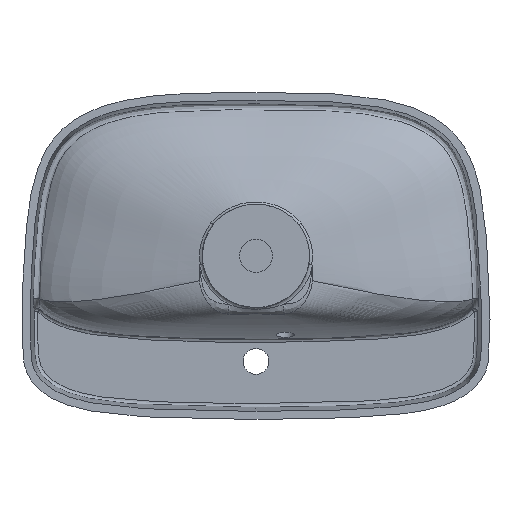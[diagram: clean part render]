
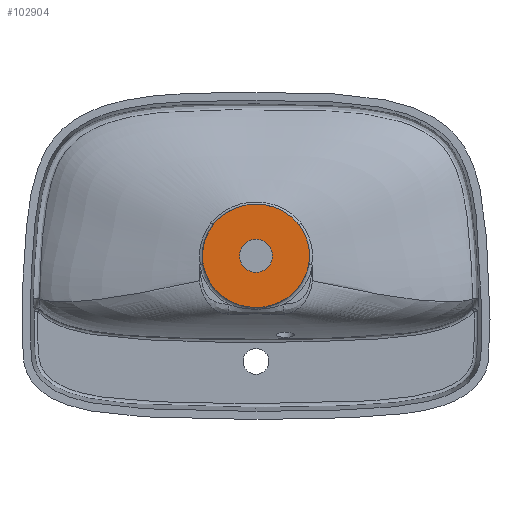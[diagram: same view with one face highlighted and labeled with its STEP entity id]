
A CAD part, front view. The second image highlights one B-rep face of the part: STEP entity #102904.
In plain terms, the highlighted planar face has unit normal (0, -1, 0).
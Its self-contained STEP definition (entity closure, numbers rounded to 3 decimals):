
#412 = ORIENTED_EDGE ( 'NONE', *, *, #94009, .F. ) ;
#8769 = DIRECTION ( 'NONE',  ( 0., 0., -1. ) ) ;
#9111 = CARTESIAN_POINT ( 'NONE',  ( -73., -150., 0. ) ) ;
#12886 = EDGE_CURVE ( 'NONE', #106202, #115737, #51004, .T. ) ;
#16118 = EDGE_LOOP ( 'NONE', ( #412, #92688 ) ) ;
#20902 = VERTEX_POINT ( 'NONE', #90744 ) ;
#24638 = CARTESIAN_POINT ( 'NONE',  ( -73., -150., 0. ) ) ;
#25104 = CARTESIAN_POINT ( 'NONE',  ( 73., -150., 0. ) ) ;
#30003 = DIRECTION ( 'NONE',  ( 0., 0., -1. ) ) ;
#35720 = AXIS2_PLACEMENT_3D ( 'NONE', #112058, #76780, #30003 ) ;
#38806 = FACE_BOUND ( 'NONE', #44951, .T. ) ;
#42874 = ORIENTED_EDGE ( 'NONE', *, *, #12886, .F. ) ;
#43627 = EDGE_CURVE ( 'NONE', #115737, #106202, #57438, .T. ) ;
#44633 = CARTESIAN_POINT ( 'NONE',  ( -73., -150., 141. ) ) ;
#44951 = EDGE_LOOP ( 'NONE', ( #75646, #42874 ) ) ;
#47968 = AXIS2_PLACEMENT_3D ( 'NONE', #74565, #84539, #76127 ) ;
#51004 = CIRCLE ( 'NONE', #47968, 22.5 ) ;
#57438 = CIRCLE ( 'NONE', #57546, 22.5 ) ;
#57546 = AXIS2_PLACEMENT_3D ( 'NONE', #109199, #109593, #8769 ) ;
#63172 = FACE_OUTER_BOUND ( 'NONE', #16118, .T. ) ;
#67205 = VERTEX_POINT ( 'NONE', #99950 ) ;
#72457 =( BOUNDED_CURVE ( )  B_SPLINE_CURVE ( 3, ( #24638, #44633, #79443, #81030 ),
 .UNSPECIFIED., .F., .F. ) 
 B_SPLINE_CURVE_WITH_KNOTS ( ( 4, 4 ),
 ( 3.142, 6.283 ),
 .UNSPECIFIED. ) 
 CURVE ( )  GEOMETRIC_REPRESENTATION_ITEM ( )  RATIONAL_B_SPLINE_CURVE ( ( 1., 0.333, 0.333, 1. ) ) 
 REPRESENTATION_ITEM ( '' )  );
#74565 = CARTESIAN_POINT ( 'NONE',  ( 0., -150., 0. ) ) ;
#75646 = ORIENTED_EDGE ( 'NONE', *, *, #43627, .F. ) ;
#76127 = DIRECTION ( 'NONE',  ( 0., 0., -1. ) ) ;
#76780 = DIRECTION ( 'NONE',  ( 0., -1., 0. ) ) ;
#79443 = CARTESIAN_POINT ( 'NONE',  ( 73., -150., 141. ) ) ;
#81030 = CARTESIAN_POINT ( 'NONE',  ( 73., -150., 0. ) ) ;
#84223 = EDGE_CURVE ( 'NONE', #67205, #20902, #72457, .T. ) ;
#84539 = DIRECTION ( 'NONE',  ( 0., -1., 0. ) ) ;
#84812 = PLANE ( 'NONE',  #35720 ) ;
#90744 = CARTESIAN_POINT ( 'NONE',  ( 73., -150., 0. ) ) ;
#92688 = ORIENTED_EDGE ( 'NONE', *, *, #84223, .F. ) ;
#94009 = EDGE_CURVE ( 'NONE', #20902, #67205, #104690, .T. ) ;
#99549 = CARTESIAN_POINT ( 'NONE',  ( -73., -150., -141. ) ) ;
#99950 = CARTESIAN_POINT ( 'NONE',  ( -73., -150., 0. ) ) ;
#102904 = ADVANCED_FACE ( 'NONE', ( #38806, #63172 ), #84812, .T. ) ;
#104690 =( BOUNDED_CURVE ( )  B_SPLINE_CURVE ( 3, ( #25104, #117149, #99549, #9111 ),
 .UNSPECIFIED., .F., .F. ) 
 B_SPLINE_CURVE_WITH_KNOTS ( ( 4, 4 ),
 ( 0., 3.142 ),
 .UNSPECIFIED. ) 
 CURVE ( )  GEOMETRIC_REPRESENTATION_ITEM ( )  RATIONAL_B_SPLINE_CURVE ( ( 1., 0.333, 0.333, 1. ) ) 
 REPRESENTATION_ITEM ( '' )  );
#106202 = VERTEX_POINT ( 'NONE', #109112 ) ;
#109112 = CARTESIAN_POINT ( 'NONE',  ( 0., -150., -22.5 ) ) ;
#109199 = CARTESIAN_POINT ( 'NONE',  ( 0., -150., 0. ) ) ;
#109593 = DIRECTION ( 'NONE',  ( 0., -1., 0. ) ) ;
#112058 = CARTESIAN_POINT ( 'NONE',  ( 0., -150., 217. ) ) ;
#115737 = VERTEX_POINT ( 'NONE', #117485 ) ;
#117149 = CARTESIAN_POINT ( 'NONE',  ( 73., -150., -141. ) ) ;
#117485 = CARTESIAN_POINT ( 'NONE',  ( 0., -150., 22.5 ) ) ;
